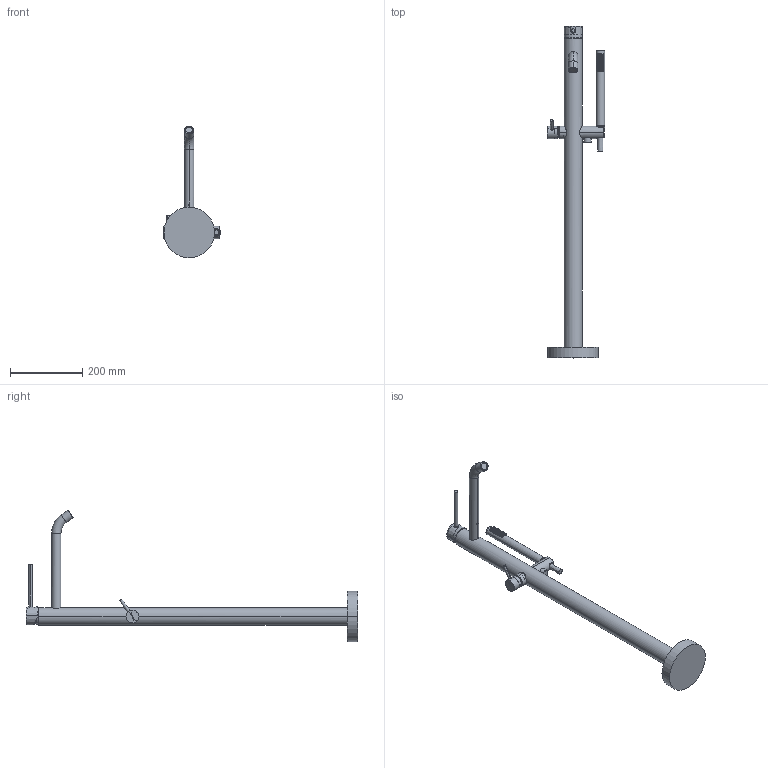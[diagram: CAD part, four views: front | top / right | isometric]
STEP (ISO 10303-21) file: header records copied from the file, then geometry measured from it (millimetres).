
FILE_DESCRIPTION((''),'2;1');
FILE_NAME('LIG032CR','2021-01-14T14:46:47',('ut3'),('PAFFONI SpA'),'CREO PARAMETRIC BY PTC INC, 2020044','CREO PARAMETRIC BY PTC INC, 2020044','');
FILE_SCHEMA(('CONFIG_CONTROL_DESIGN','SHAPE_APPEARANCE_LAYERS_GROUPS'));
Length unit declared in the file: millimetre
Products named in the file (1): LIG032CR
Bounding box: 158.99 x 919.8 x 364.39 mm (x, y, z)
Volume: 1321351.9 mm3; surface area: 389462 mm2
Topology: 24 solids, 24 shells, 620 faces, 1341 edges, 865 vertices
Faces by surface type: plane 244, cylinder 203, cone 159, torus 6, bspline 6, sphere 2
Entity records: 32306 total; most frequent: CARTESIAN_POINT 13119, DIRECTION 2850, ORIENTED_EDGE 2662, EDGE_CURVE 1331, AXIS2_PLACEMENT_3D 1172, FILL_AREA_STYLE_COLOUR 903, FILL_AREA_STYLE 903, SURFACE_STYLE_FILL_AREA 903
